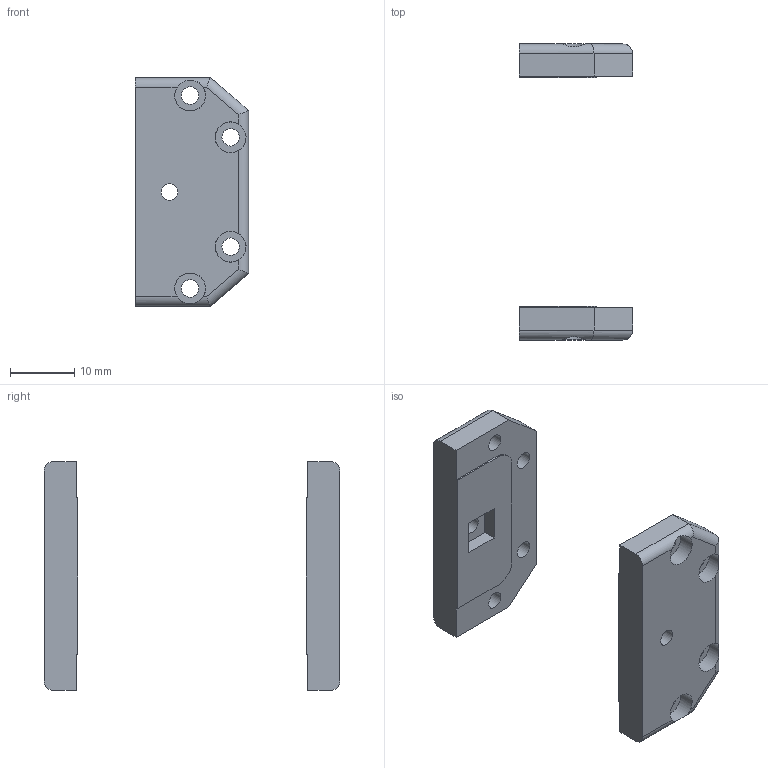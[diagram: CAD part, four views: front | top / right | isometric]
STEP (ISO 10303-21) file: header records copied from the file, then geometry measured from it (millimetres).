
FILE_DESCRIPTION(/* description */ (''),/* implementation_level */ '2;1');
FILE_NAME(/* name */ 'Flywheel_Holder.step',/* time_stamp */ '2018-10-29T17:36:30+11:00',/* author */ ('TaylorY96'),/* organization */ (''),/* preprocessor_version */ 'ST-DEVELOPER v17.2',/* originating_system */ 'Autodesk Translation Framework v7.6.0.251',/* authorisation */ '');
FILE_SCHEMA (('AUTOMOTIVE_DESIGN { 1 0 10303 214 3 1 1 }'));
Length unit declared in the file: millimetre
Products named in the file (3): Tank_combined; Gripper-MX28 v35; Component258
Assembly tree (2 placements, depth 3):
  Tank_combined
    Gripper-MX28 v35
      Component258
Bounding box: 17.6 x 46 x 35.6 mm (x, y, z)
Volume: 5409.2 mm3; surface area: 3822.5 mm2
Topology: 2 solids, 2 shells, 74 faces, 198 edges, 130 vertices
Faces by surface type: plane 42, cylinder 32
Full cylindrical faces by diameter (mm): 2.6 x2, 2.7 x8, 4.8 x8
Entity records: 2520 total; most frequent: CARTESIAN_POINT 511, DIRECTION 414, ORIENTED_EDGE 396, EDGE_CURVE 198, AXIS2_PLACEMENT_3D 145, VERTEX_POINT 130, LINE 124, VECTOR 124
